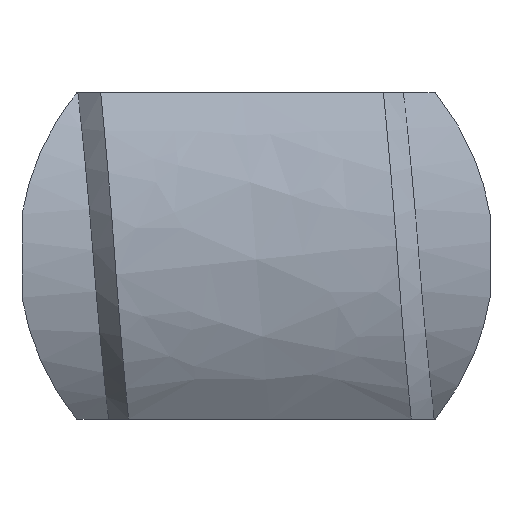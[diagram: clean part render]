
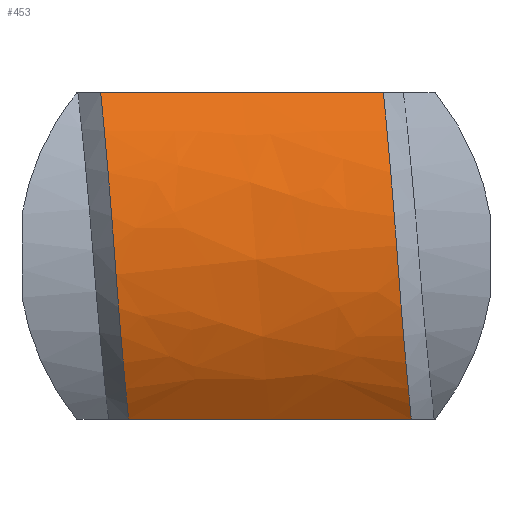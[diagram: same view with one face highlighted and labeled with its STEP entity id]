
A CAD part, top view. The second image highlights one B-rep face of the part: STEP entity #453.
In plain terms, the highlighted face is a extrusion surface.
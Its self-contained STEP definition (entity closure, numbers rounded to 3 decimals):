
#453 = ADVANCED_FACE( '', ( #544 ), #545, .T. );
#544 = FACE_OUTER_BOUND( '', #595, .T. );
#545 = SURFACE_OF_LINEAR_EXTRUSION( '', #596, #597 );
#563 = EDGE_CURVE( '', #622, #624, #625, .T. );
#574 = EDGE_CURVE( '', #644, #641, #645, .T. );
#595 = EDGE_LOOP( '', ( #684, #685, #686, #687, #688, #689, #690, #691 ) );
#596 = ELLIPSE( '', #692, 6.503, 6.5 );
#597 = VECTOR( '', #693, 1000. );
#622 = VERTEX_POINT( '', #748 );
#624 = VERTEX_POINT( '', #753 );
#625 = B_SPLINE_CURVE_WITH_KNOTS( '', 3, ( #754, #755, #756, #757, #758, #759, #760, #761, #762, #763, #764, #765, #766, #767 ), .UNSPECIFIED., .F., .F., ( 4, 2, 2, 2, 2, 2, 4 ), ( 0., 0.001, 0.002, 0.004, 0.006, 0.007, 0.008 ), .UNSPECIFIED. );
#641 = VERTEX_POINT( '', #790 );
#644 = VERTEX_POINT( '', #796 );
#645 = B_SPLINE_CURVE_WITH_KNOTS( '', 3, ( #797, #798, #799, #800, #801, #802, #803, #804, #805, #806, #807, #808, #809, #810 ), .UNSPECIFIED., .F., .F., ( 4, 2, 2, 2, 2, 2, 4 ), ( 0., 0.001, 0.002, 0.004, 0.006, 0.007, 0.008 ), .UNSPECIFIED. );
#684 = ORIENTED_EDGE( '', *, *, #857, .T. );
#685 = ORIENTED_EDGE( '', *, *, #858, .F. );
#686 = ORIENTED_EDGE( '', *, *, #563, .F. );
#687 = ORIENTED_EDGE( '', *, *, #856, .T. );
#688 = ORIENTED_EDGE( '', *, *, #855, .F. );
#689 = ORIENTED_EDGE( '', *, *, #854, .F. );
#690 = ORIENTED_EDGE( '', *, *, #574, .T. );
#691 = ORIENTED_EDGE( '', *, *, #859, .F. );
#692 = AXIS2_PLACEMENT_3D( '', #860, #861, #862 );
#693 = DIRECTION( '', ( -1., 0., 0. ) );
#748 = CARTESIAN_POINT( '', ( 2.967, 3.8, 5.273 ) );
#753 = CARTESIAN_POINT( '', ( 3.617, -3.8, 5.273 ) );
#754 = CARTESIAN_POINT( '', ( 2.967, 3.8, 5.273 ) );
#755 = CARTESIAN_POINT( '', ( 2.995, 3.525, 5.471 ) );
#756 = CARTESIAN_POINT( '', ( 3.023, 3.237, 5.646 ) );
#757 = CARTESIAN_POINT( '', ( 3.079, 2.635, 5.951 ) );
#758 = CARTESIAN_POINT( '', ( 3.107, 2.32, 6.081 ) );
#759 = CARTESIAN_POINT( '', ( 3.189, 1.356, 6.393 ) );
#760 = CARTESIAN_POINT( '', ( 3.243, 0.677, 6.5 ) );
#761 = CARTESIAN_POINT( '', ( 3.34, -0.676, 6.5 ) );
#762 = CARTESIAN_POINT( '', ( 3.394, -1.354, 6.393 ) );
#763 = CARTESIAN_POINT( '', ( 3.476, -2.319, 6.081 ) );
#764 = CARTESIAN_POINT( '', ( 3.504, -2.633, 5.952 ) );
#765 = CARTESIAN_POINT( '', ( 3.561, -3.236, 5.647 ) );
#766 = CARTESIAN_POINT( '', ( 3.589, -3.525, 5.471 ) );
#767 = CARTESIAN_POINT( '', ( 3.617, -3.8, 5.273 ) );
#790 = CARTESIAN_POINT( '', ( -2.967, -3.8, 5.273 ) );
#796 = CARTESIAN_POINT( '', ( -3.617, 3.8, 5.273 ) );
#797 = CARTESIAN_POINT( '', ( -3.617, 3.8, 5.273 ) );
#798 = CARTESIAN_POINT( '', ( -3.589, 3.525, 5.471 ) );
#799 = CARTESIAN_POINT( '', ( -3.561, 3.237, 5.646 ) );
#800 = CARTESIAN_POINT( '', ( -3.505, 2.635, 5.951 ) );
#801 = CARTESIAN_POINT( '', ( -3.477, 2.32, 6.081 ) );
#802 = CARTESIAN_POINT( '', ( -3.394, 1.356, 6.393 ) );
#803 = CARTESIAN_POINT( '', ( -3.34, 0.677, 6.5 ) );
#804 = CARTESIAN_POINT( '', ( -3.243, -0.676, 6.5 ) );
#805 = CARTESIAN_POINT( '', ( -3.189, -1.354, 6.393 ) );
#806 = CARTESIAN_POINT( '', ( -3.107, -2.319, 6.081 ) );
#807 = CARTESIAN_POINT( '', ( -3.079, -2.633, 5.952 ) );
#808 = CARTESIAN_POINT( '', ( -3.023, -3.236, 5.647 ) );
#809 = CARTESIAN_POINT( '', ( -2.995, -3.525, 5.471 ) );
#810 = CARTESIAN_POINT( '', ( -2.967, -3.8, 5.273 ) );
#854 = EDGE_CURVE( '', #644, #909, #910, .T. );
#855 = EDGE_CURVE( '', #909, #911, #912, .T. );
#856 = EDGE_CURVE( '', #622, #911, #913, .T. );
#857 = EDGE_CURVE( '', #914, #915, #916, .T. );
#858 = EDGE_CURVE( '', #624, #915, #917, .T. );
#859 = EDGE_CURVE( '', #914, #641, #918, .T. );
#860 = CARTESIAN_POINT( '', ( 13.842, 0., -0.003 ) );
#861 = DIRECTION( '', ( -1., 0., 0. ) );
#862 = DIRECTION( '', ( 0., 0., -1. ) );
#909 = VERTEX_POINT( '', #919 );
#910 = LINE( '', #920, #921 );
#911 = VERTEX_POINT( '', #922 );
#912 = B_SPLINE_CURVE_WITH_KNOTS( '', 1, ( #923, #924 ), .UNSPECIFIED., .F., .F., ( 2, 2 ), ( 0., 1. ), .UNSPECIFIED. );
#913 = LINE( '', #925, #926 );
#914 = VERTEX_POINT( '', #927 );
#915 = VERTEX_POINT( '', #928 );
#916 = B_SPLINE_CURVE_WITH_KNOTS( '', 1, ( #929, #930 ), .UNSPECIFIED., .F., .F., ( 2, 2 ), ( 0., 1. ), .UNSPECIFIED. );
#917 = LINE( '', #931, #932 );
#918 = LINE( '', #933, #934 );
#919 = CARTESIAN_POINT( '', ( -0.335, 3.8, 5.273 ) );
#920 = CARTESIAN_POINT( '', ( -13.842, 3.8, 5.273 ) );
#921 = VECTOR( '', #935, 1000. );
#922 = CARTESIAN_POINT( '', ( -0.315, 3.8, 5.273 ) );
#923 = CARTESIAN_POINT( '', ( -0.335, 3.8, 5.273 ) );
#924 = CARTESIAN_POINT( '', ( -0.315, 3.8, 5.273 ) );
#925 = CARTESIAN_POINT( '', ( 13.842, 3.8, 5.273 ) );
#926 = VECTOR( '', #936, 1000. );
#927 = CARTESIAN_POINT( '', ( 0.315, -3.8, 5.273 ) );
#928 = CARTESIAN_POINT( '', ( 0.335, -3.8, 5.273 ) );
#929 = CARTESIAN_POINT( '', ( 0.315, -3.8, 5.273 ) );
#930 = CARTESIAN_POINT( '', ( 0.335, -3.8, 5.273 ) );
#931 = CARTESIAN_POINT( '', ( 13.842, -3.8, 5.273 ) );
#932 = VECTOR( '', #937, 1000. );
#933 = CARTESIAN_POINT( '', ( 13.842, -3.8, 5.273 ) );
#934 = VECTOR( '', #938, 1000. );
#935 = DIRECTION( '', ( 1., 0., 0. ) );
#936 = DIRECTION( '', ( -1., 0., 0. ) );
#937 = DIRECTION( '', ( -1., 0., 0. ) );
#938 = DIRECTION( '', ( -1., 0., 0. ) );
